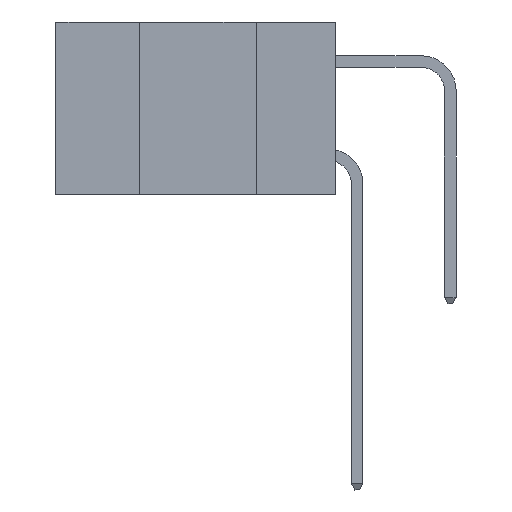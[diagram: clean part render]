
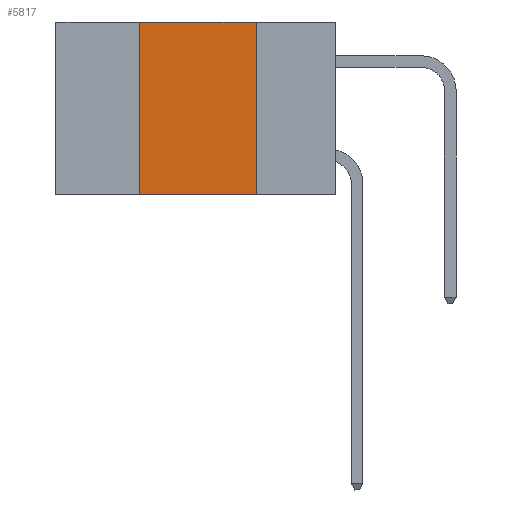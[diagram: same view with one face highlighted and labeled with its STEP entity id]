
A CAD part, left-side view. The second image highlights one B-rep face of the part: STEP entity #5817.
In plain terms, the highlighted planar face has unit normal (-1, 0, 0).
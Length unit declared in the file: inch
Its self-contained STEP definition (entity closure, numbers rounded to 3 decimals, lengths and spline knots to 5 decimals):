
#927 = VERTEX_POINT ( 'NONE', #19401 ) ;
#3163 = CARTESIAN_POINT ( 'NONE',  ( 0., 0.17, -0.37 ) ) ;
#3904 = PLANE ( 'NONE',  #15670 ) ;
#5817 = ADVANCED_FACE ( 'NONE', ( #24707 ), #3904, .F. ) ;
#6382 = DIRECTION ( 'NONE',  ( 0., 0., -1. ) ) ;
#7236 = ORIENTED_EDGE ( 'NONE', *, *, #18752, .F. ) ;
#7655 = CARTESIAN_POINT ( 'NONE',  ( 0., 0.42, 0. ) ) ;
#7834 = VERTEX_POINT ( 'NONE', #13118 ) ;
#8507 = VECTOR ( 'NONE', #28196, 39.37008 ) ;
#9860 = LINE ( 'NONE', #25987, #8507 ) ;
#10839 = LINE ( 'NONE', #26276, #16060 ) ;
#11538 = CARTESIAN_POINT ( 'NONE',  ( 0., 0.17, 0. ) ) ;
#13118 = CARTESIAN_POINT ( 'NONE',  ( 0., 0.42, 0. ) ) ;
#13786 = ORIENTED_EDGE ( 'NONE', *, *, #28559, .F. ) ;
#14480 = ORIENTED_EDGE ( 'NONE', *, *, #17518, .T. ) ;
#14532 = LINE ( 'NONE', #7655, #15251 ) ;
#15251 = VECTOR ( 'NONE', #25361, 39.37008 ) ;
#15670 = AXIS2_PLACEMENT_3D ( 'NONE', #17465, #19660, #6382 ) ;
#16060 = VECTOR ( 'NONE', #24041, 39.37008 ) ;
#16195 = LINE ( 'NONE', #28063, #27281 ) ;
#17465 = CARTESIAN_POINT ( 'NONE',  ( 0., 0.6, 0. ) ) ;
#17518 = EDGE_CURVE ( 'NONE', #927, #21602, #16195, .T. ) ;
#18727 = ORIENTED_EDGE ( 'NONE', *, *, #22426, .F. ) ;
#18752 = EDGE_CURVE ( 'NONE', #7834, #25381, #9860, .T. ) ;
#19274 = DIRECTION ( 'NONE',  ( 0., -1., 0. ) ) ;
#19401 = CARTESIAN_POINT ( 'NONE',  ( 0., 0.42, -0.37 ) ) ;
#19660 = DIRECTION ( 'NONE',  ( 1., 0., 0. ) ) ;
#21052 = EDGE_LOOP ( 'NONE', ( #18727, #7236, #13786, #14480 ) ) ;
#21602 = VERTEX_POINT ( 'NONE', #3163 ) ;
#22426 = EDGE_CURVE ( 'NONE', #25381, #21602, #10839, .T. ) ;
#24041 = DIRECTION ( 'NONE',  ( 0., 0., -1. ) ) ;
#24707 = FACE_OUTER_BOUND ( 'NONE', #21052, .T. ) ;
#25361 = DIRECTION ( 'NONE',  ( 0., 0., 1. ) ) ;
#25381 = VERTEX_POINT ( 'NONE', #11538 ) ;
#25987 = CARTESIAN_POINT ( 'NONE',  ( 0., 0.6, 0. ) ) ;
#26276 = CARTESIAN_POINT ( 'NONE',  ( 0., 0.17, 0. ) ) ;
#27281 = VECTOR ( 'NONE', #19274, 39.37008 ) ;
#28063 = CARTESIAN_POINT ( 'NONE',  ( 0., 0.6, -0.37 ) ) ;
#28196 = DIRECTION ( 'NONE',  ( 0., -1., 0. ) ) ;
#28559 = EDGE_CURVE ( 'NONE', #927, #7834, #14532, .T. ) ;
